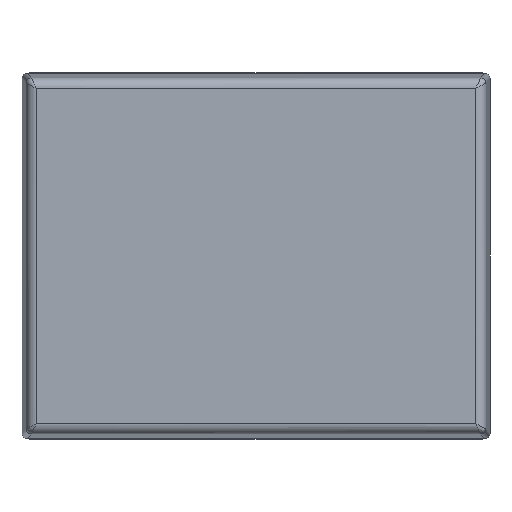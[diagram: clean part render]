
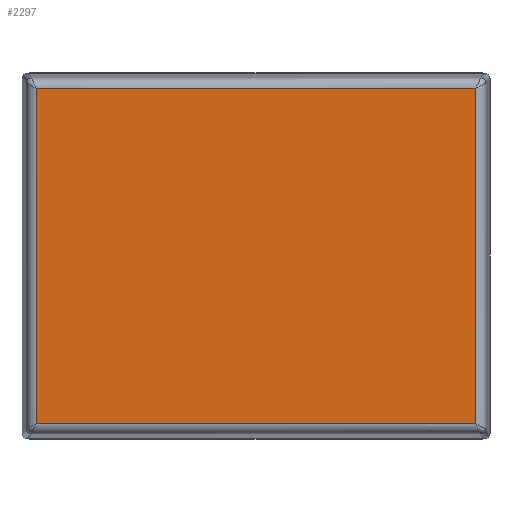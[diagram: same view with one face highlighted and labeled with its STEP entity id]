
A CAD part, front view. The second image highlights one B-rep face of the part: STEP entity #2297.
In plain terms, the highlighted planar face has unit normal (0, -1, 0).
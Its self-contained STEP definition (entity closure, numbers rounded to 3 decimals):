
#57=PLANE('',#2589);
#196=LINE('',#4368,#360);
#198=LINE('',#4372,#362);
#222=LINE('',#4665,#386);
#225=LINE('',#4672,#389);
#360=VECTOR('',#2952,10.);
#362=VECTOR('',#2958,10.);
#386=VECTOR('',#3148,10.);
#389=VECTOR('',#3159,10.);
#645=FACE_OUTER_BOUND('',#797,.T.);
#797=EDGE_LOOP('',(#1939,#1940,#1941,#1942));
#992=VERTEX_POINT('',#3623);
#1020=VERTEX_POINT('',#3995);
#1035=VERTEX_POINT('',#4128);
#1042=VERTEX_POINT('',#4314);
#1304=EDGE_CURVE('',#1042,#992,#196,.T.);
#1306=EDGE_CURVE('',#1035,#1042,#198,.T.);
#1386=EDGE_CURVE('',#1020,#992,#222,.T.);
#1389=EDGE_CURVE('',#1035,#1020,#225,.T.);
#1939=ORIENTED_EDGE('',*,*,#1306,.F.);
#1940=ORIENTED_EDGE('',*,*,#1389,.T.);
#1941=ORIENTED_EDGE('',*,*,#1386,.T.);
#1942=ORIENTED_EDGE('',*,*,#1304,.F.);
#2297=ADVANCED_FACE('',(#645),#57,.T.);
#2589=AXIS2_PLACEMENT_3D('',#4671,#3157,#3158);
#2952=DIRECTION('',(-1.,0.,0.));
#2958=DIRECTION('',(0.,0.,-1.));
#3148=DIRECTION('',(0.,0.,-1.));
#3157=DIRECTION('center_axis',(0.,-1.,0.));
#3158=DIRECTION('ref_axis',(1.,0.,0.));
#3159=DIRECTION('',(-1.,0.,0.));
#3623=CARTESIAN_POINT('',(-42.3,0.,-32.3));
#3995=CARTESIAN_POINT('',(-42.3,0.,32.3));
#4128=CARTESIAN_POINT('',(42.3,0.,32.3));
#4314=CARTESIAN_POINT('',(42.3,0.,-32.3));
#4368=CARTESIAN_POINT('',(0.,0.,-32.3));
#4372=CARTESIAN_POINT('',(42.3,0.,-35.29));
#4665=CARTESIAN_POINT('',(-42.3,0.,-35.29));
#4671=CARTESIAN_POINT('Origin',(-42.3,0.,0.));
#4672=CARTESIAN_POINT('',(-45.102,0.,32.3));
